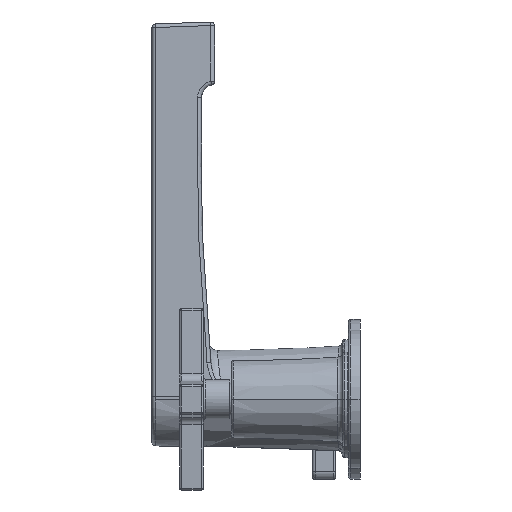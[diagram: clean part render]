
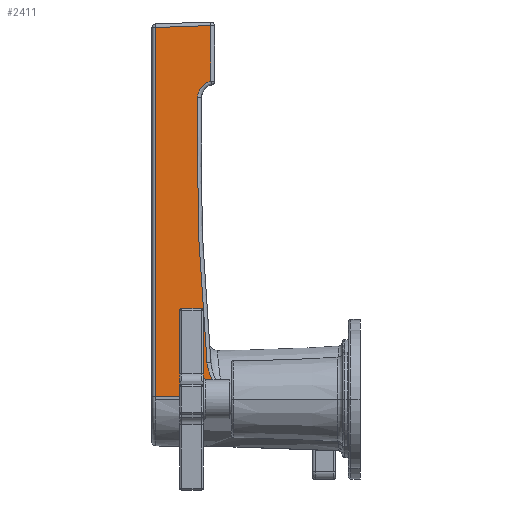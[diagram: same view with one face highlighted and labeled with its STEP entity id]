
A CAD part, left-side view. The second image highlights one B-rep face of the part: STEP entity #2411.
In plain terms, the highlighted planar face has unit normal (-0.998, 0.035, 0.052).
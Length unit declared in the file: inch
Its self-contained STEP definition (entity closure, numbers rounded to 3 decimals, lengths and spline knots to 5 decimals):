
#428=DIRECTION('',(-0.035,-0.999,0.002));
#429=VECTOR('',#428,1.06757);
#430=CARTESIAN_POINT('',(-0.74185,3.25509,
0.03878));
#431=LINE('',#430,#429);
#564=DIRECTION('',(0.052,0.,0.999));
#565=VECTOR('',#564,0.88577);
#566=CARTESIAN_POINT('',(-0.51031,2.37509,5.05643));
#567=LINE('',#566,#565);
#642=CARTESIAN_POINT('',(-0.51642,2.58692,4.79783));
#643=CARTESIAN_POINT('',(-0.51518,2.58633,4.8221));
#644=CARTESIAN_POINT('',(-0.51297,2.57901,4.86911));
#645=CARTESIAN_POINT('',(-0.51053,2.54922,4.9358));
#646=CARTESIAN_POINT('',(-0.5092,2.50319,4.99205));
#647=CARTESIAN_POINT('',(-0.50907,2.44359,5.03441));
#648=CARTESIAN_POINT('',(-0.50976,2.399,5.05103));
#649=CARTESIAN_POINT('',(-0.51031,2.37509,5.05643));
#740=CARTESIAN_POINT('',(-0.77905,2.18817,
0.04073));
#741=CARTESIAN_POINT('',(-0.77657,2.20979,
0.07383));
#742=CARTESIAN_POINT('',(-0.77181,2.25117,
0.13724));
#743=CARTESIAN_POINT('',(-0.76529,2.30535,
0.22563));
#744=CARTESIAN_POINT('',(-0.75941,2.35029,
0.30797));
#745=CARTESIAN_POINT('',(-0.75419,2.38548,
0.38438));
#746=CARTESIAN_POINT('',(-0.74961,2.41111,
0.45478));
#747=CARTESIAN_POINT('',(-0.74566,2.42784,
0.51917));
#748=CARTESIAN_POINT('',(-0.74341,2.43384,
0.5582));
#749=CARTESIAN_POINT('',(-0.74238,2.43563,
0.57672));
#759=DIRECTION('',(-0.033,-0.999,0.035));
#760=VECTOR('',#759,0.88102);
#761=CARTESIAN_POINT('',(-0.4349,3.25509,5.91027));
#762=LINE('',#761,#760);
#763=CARTESIAN_POINT('',(-0.51642,2.58692,4.79783));
#764=CARTESIAN_POINT('',(-0.52758,2.59224,4.58082));
#765=CARTESIAN_POINT('',(-0.54948,2.59851,4.15783));
#766=CARTESIAN_POINT('',(-0.58276,2.59674,3.52237));
#767=CARTESIAN_POINT('',(-0.61722,2.58321,2.87226));
#768=CARTESIAN_POINT('',(-0.65481,2.55531,2.17174));
#769=CARTESIAN_POINT('',(-0.6968,2.50846,1.39987));
#770=CARTESIAN_POINT('',(-0.7266,2.46295,
0.86027));
#771=CARTESIAN_POINT('',(-0.74238,2.43563,
0.57672));
#773=DIRECTION('',(-0.052,0.,-0.999));
#774=VECTOR('',#773,5.8795);
#775=CARTESIAN_POINT('',(-0.4349,3.25509,5.91027));
#776=LINE('',#775,#774);
#995=CARTESIAN_POINT('',(-0.51031,2.37509,5.05643));
#996=VERTEX_POINT('',#995);
#997=CARTESIAN_POINT('',(-0.46407,2.37509,5.941));
#998=VERTEX_POINT('',#997);
#1023=CARTESIAN_POINT('',(-0.74185,3.25509,
0.03878));
#1024=VERTEX_POINT('',#1023);
#1033=CARTESIAN_POINT('',(-0.4349,3.25509,
5.91027));
#1034=VERTEX_POINT('',#1033);
#1035=VERTEX_POINT('',#740);
#1036=VERTEX_POINT('',#749);
#1037=VERTEX_POINT('',#642);
#2395=CARTESIAN_POINT('',(-0.90624,0.187,-1.05352));
#2396=DIRECTION('',(-0.998,0.035,0.052));
#2397=DIRECTION('',(-0.052,0.,-0.999));
#2398=AXIS2_PLACEMENT_3D('',#2395,#2396,#2397);
#2399=PLANE('',#2398);
#2400=ORIENTED_EDGE('',*,*,#2388,.F.);
#2401=ORIENTED_EDGE('',*,*,#1758,.F.);
#2403=ORIENTED_EDGE('',*,*,#2402,.F.);
#2405=ORIENTED_EDGE('',*,*,#2404,.T.);
#2406=ORIENTED_EDGE('',*,*,#1884,.F.);
#2407=ORIENTED_EDGE('',*,*,#2030,.F.);
#2408=ORIENTED_EDGE('',*,*,#2077,.T.);
#2409=EDGE_LOOP('',(#2400,#2401,#2403,#2405,#2406,#2407,#2408));
#2410=FACE_OUTER_BOUND('',#2409,.F.);
#2411=ADVANCED_FACE('',(#2410),#2399,.T.);
#650=B_SPLINE_CURVE_WITH_KNOTS('',3,(#642,#643,#644,#645,#646,#647,#648,#649),
.UNSPECIFIED.,.F.,.F.,(4,1,1,1,1,4),(0.,0.2,0.4,0.6,0.8,1.),
.UNSPECIFIED.);
#750=B_SPLINE_CURVE_WITH_KNOTS('',3,(#740,#741,#742,#743,#744,#745,#746,#747,
#748,#749),.UNSPECIFIED.,.F.,.F.,(4,1,1,1,1,1,1,4),(0.,0.14286,
0.28571,0.42857,0.57143,0.71429,
0.85714,1.),.UNSPECIFIED.);
#772=B_SPLINE_CURVE_WITH_KNOTS('',3,(#763,#764,#765,#766,#767,#768,#769,#770,
#771),.UNSPECIFIED.,.F.,.F.,(4,1,1,1,1,1,4),(0.,0.15408,
0.30012,0.45109,0.61561,0.79777,1.),
.UNSPECIFIED.);
#1758=EDGE_CURVE('',#1024,#1035,#431,.T.);
#1884=EDGE_CURVE('',#996,#998,#567,.T.);
#2030=EDGE_CURVE('',#1037,#996,#650,.T.);
#2077=EDGE_CURVE('',#1037,#1036,#772,.T.);
#2388=EDGE_CURVE('',#1035,#1036,#750,.T.);
#2402=EDGE_CURVE('',#1034,#1024,#776,.T.);
#2404=EDGE_CURVE('',#1034,#998,#762,.T.);
